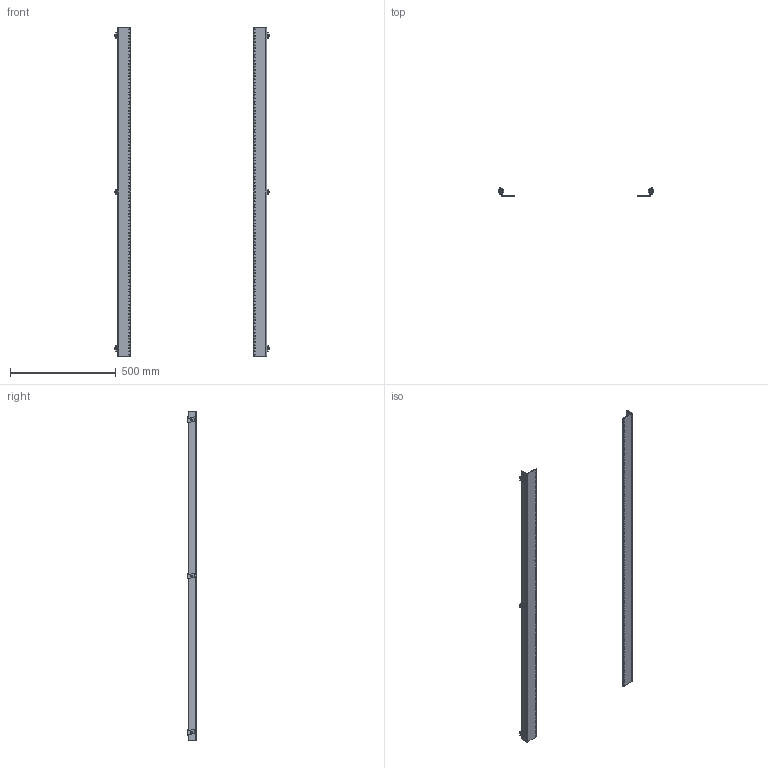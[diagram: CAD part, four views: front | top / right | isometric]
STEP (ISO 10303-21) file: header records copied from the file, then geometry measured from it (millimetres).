
FILE_DESCRIPTION (( 'STEP AP203' ), '1' );
FILE_NAME ('1418XFHP_Default.step', '2019-11-03T00:39:52', ( '' ), ( '' ), 'SwSTEP 2.0', 'SolidWorks 2019', '' );
FILE_SCHEMA (( 'CONFIG_CONTROL_DESIGN' ));
Length unit declared in the file: inch
Products named in the file (1): 1418XFHP_Default
Bounding box: 732.94 x 42.37 x 1555.75 mm (x, y, z)
Volume: 979379 mm3; surface area: 651373.6 mm2
Topology: 20 solids, 20 shells, 674 faces, 1836 edges, 1220 vertices
Faces by surface type: cylinder 484, plane 178, cone 12
Entity records: 22737 total; most frequent: DIRECTION 4166, CARTESIAN_POINT 3731, ORIENTED_EDGE 3672, EDGE_CURVE 1836, AXIS2_PLACEMENT_3D 1655, VERTEX_POINT 1220, EDGE_LOOP 1148, CIRCLE 980
